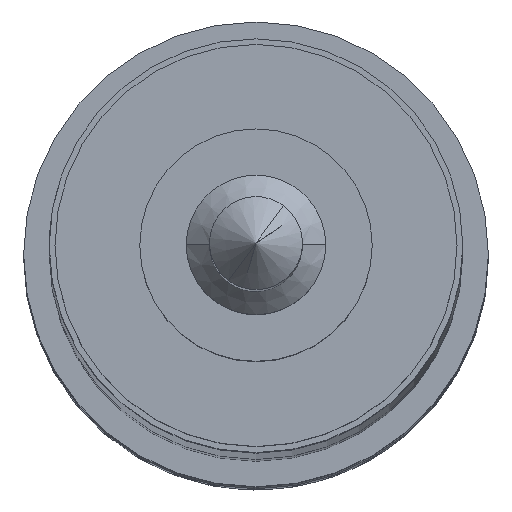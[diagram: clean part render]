
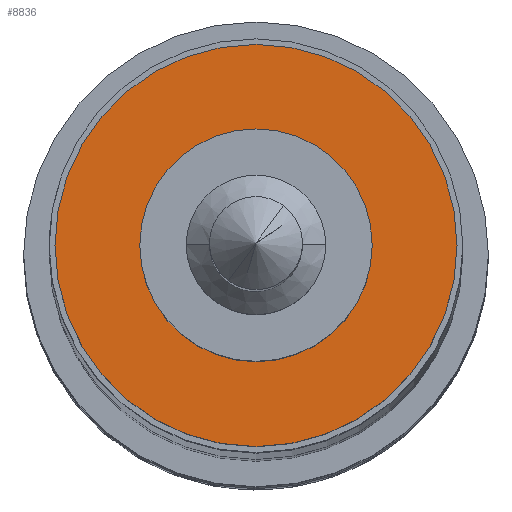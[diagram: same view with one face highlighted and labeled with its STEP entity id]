
A CAD part, top view. The second image highlights one B-rep face of the part: STEP entity #8836.
In plain terms, the highlighted planar face has unit normal (0, 0, 1).
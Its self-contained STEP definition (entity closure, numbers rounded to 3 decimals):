
#186 = DIRECTION ( 'NONE',  ( -1., 0., 0. ) ) ;
#253 = CIRCLE ( 'NONE', #9303, 0.865 ) ;
#491 = CARTESIAN_POINT ( 'NONE',  ( 0., 0., 23. ) ) ;
#669 = ORIENTED_EDGE ( 'NONE', *, *, #1284, .T. ) ;
#895 = CARTESIAN_POINT ( 'NONE',  ( -0.865, 0., 23. ) ) ;
#913 = DIRECTION ( 'NONE',  ( 1., 0., 0. ) ) ;
#1284 = EDGE_CURVE ( 'NONE', #6857, #9485, #2463, .T. ) ;
#1322 = DIRECTION ( 'NONE',  ( -1., 0., 0. ) ) ;
#1540 = FACE_OUTER_BOUND ( 'NONE', #3655, .T. ) ;
#2036 = DIRECTION ( 'NONE',  ( 0., 0., 1. ) ) ;
#2463 = CIRCLE ( 'NONE', #9305, 0.865 ) ;
#3396 = DIRECTION ( 'NONE',  ( 0., 0., 1. ) ) ;
#3646 = CARTESIAN_POINT ( 'NONE',  ( 0., 0., 23. ) ) ;
#3655 = EDGE_LOOP ( 'NONE', ( #669, #6331 ) ) ;
#3982 = CARTESIAN_POINT ( 'NONE',  ( 0.865, 0., 23. ) ) ;
#4112 = EDGE_CURVE ( 'NONE', #10056, #7783, #8337, .T. ) ;
#4468 = DIRECTION ( 'NONE',  ( -1., 0., 0. ) ) ;
#5071 = AXIS2_PLACEMENT_3D ( 'NONE', #3646, #9345, #4468 ) ;
#5121 = DIRECTION ( 'NONE',  ( 0., 0., -1. ) ) ;
#5203 = EDGE_CURVE ( 'NONE', #7783, #10056, #9212, .T. ) ;
#6208 = AXIS2_PLACEMENT_3D ( 'NONE', #491, #6248, #1322 ) ;
#6248 = DIRECTION ( 'NONE',  ( 0., 0., 1. ) ) ;
#6331 = ORIENTED_EDGE ( 'NONE', *, *, #8983, .T. ) ;
#6857 = VERTEX_POINT ( 'NONE', #3982 ) ;
#6975 = CARTESIAN_POINT ( 'NONE',  ( 0., 0., 23. ) ) ;
#7217 = CARTESIAN_POINT ( 'NONE',  ( -0.5, 0., 23. ) ) ;
#7747 = CARTESIAN_POINT ( 'NONE',  ( 0.5, 0., 23. ) ) ;
#7763 = DIRECTION ( 'NONE',  ( 1., 0., 0. ) ) ;
#7783 = VERTEX_POINT ( 'NONE', #7217 ) ;
#7808 = FACE_BOUND ( 'NONE', #9423, .T. ) ;
#7970 = ORIENTED_EDGE ( 'NONE', *, *, #4112, .F. ) ;
#8247 = CARTESIAN_POINT ( 'NONE',  ( 0., 0., 23. ) ) ;
#8316 = PLANE ( 'NONE',  #8740 ) ;
#8337 = CIRCLE ( 'NONE', #6208, 0.5 ) ;
#8486 = ORIENTED_EDGE ( 'NONE', *, *, #5203, .F. ) ;
#8740 = AXIS2_PLACEMENT_3D ( 'NONE', #9987, #5121, #186 ) ;
#8836 = ADVANCED_FACE ( 'NONE', ( #7808, #1540 ), #8316, .F. ) ;
#8983 = EDGE_CURVE ( 'NONE', #9485, #6857, #253, .T. ) ;
#9212 = CIRCLE ( 'NONE', #5071, 0.5 ) ;
#9303 = AXIS2_PLACEMENT_3D ( 'NONE', #6975, #2036, #7763 ) ;
#9305 = AXIS2_PLACEMENT_3D ( 'NONE', #8247, #3396, #913 ) ;
#9345 = DIRECTION ( 'NONE',  ( 0., 0., 1. ) ) ;
#9423 = EDGE_LOOP ( 'NONE', ( #8486, #7970 ) ) ;
#9485 = VERTEX_POINT ( 'NONE', #895 ) ;
#9987 = CARTESIAN_POINT ( 'NONE',  ( 0., 0.205, 23. ) ) ;
#10056 = VERTEX_POINT ( 'NONE', #7747 ) ;
